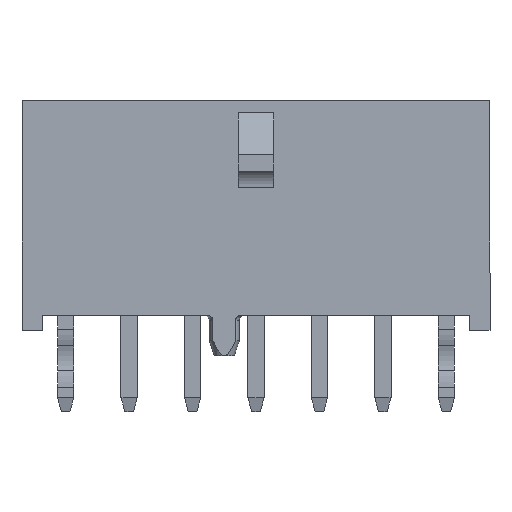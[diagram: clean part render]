
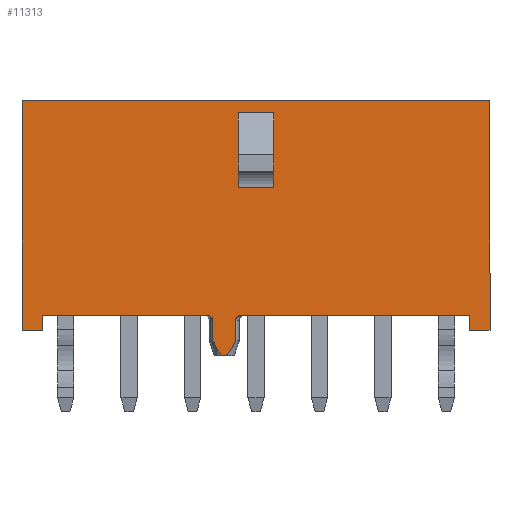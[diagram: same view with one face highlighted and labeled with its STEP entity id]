
A CAD part, front view. The second image highlights one B-rep face of the part: STEP entity #11313.
In plain terms, the highlighted face is planar.
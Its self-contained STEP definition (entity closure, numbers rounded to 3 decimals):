
#55=LINE('',#14330,#1112);
#56=LINE('',#14331,#1113);
#521=LINE('',#15276,#1578);
#525=LINE('',#15284,#1582);
#536=LINE('',#15307,#1593);
#540=LINE('',#15318,#1597);
#544=LINE('',#15329,#1601);
#548=LINE('',#15336,#1605);
#554=LINE('',#15349,#1611);
#557=LINE('',#15355,#1614);
#569=LINE('',#15379,#1626);
#574=LINE('',#15388,#1631);
#577=LINE('',#15393,#1634);
#578=LINE('',#15394,#1635);
#579=LINE('',#15395,#1636);
#1112=VECTOR('',#12176,1000.);
#1113=VECTOR('',#12177,1000.);
#1578=VECTOR('',#12958,1000.);
#1582=VECTOR('',#12966,1000.);
#1593=VECTOR('',#12985,1000.);
#1597=VECTOR('',#12993,1000.);
#1601=VECTOR('',#13001,1000.);
#1605=VECTOR('',#13011,1000.);
#1611=VECTOR('',#13021,1000.);
#1614=VECTOR('',#13026,1000.);
#1626=VECTOR('',#13046,1000.);
#1631=VECTOR('',#13055,1000.);
#1634=VECTOR('',#13060,1000.);
#1635=VECTOR('',#13061,1000.);
#1636=VECTOR('',#13062,1000.);
#2344=PLANE('',#11806);
#3452=ORIENTED_EDGE('',*,*,#5408,.F.);
#3453=ORIENTED_EDGE('',*,*,#5399,.F.);
#3454=ORIENTED_EDGE('',*,*,#5404,.T.);
#3455=ORIENTED_EDGE('',*,*,#5394,.T.);
#3456=ORIENTED_EDGE('',*,*,#4913,.F.);
#3457=ORIENTED_EDGE('',*,*,#4911,.T.);
#3458=ORIENTED_EDGE('',*,*,#4909,.T.);
#3459=ORIENTED_EDGE('',*,*,#4914,.T.);
#3460=ORIENTED_EDGE('',*,*,#4901,.T.);
#3461=ORIENTED_EDGE('',*,*,#5437,.T.);
#3462=ORIENTED_EDGE('',*,*,#5379,.F.);
#3463=ORIENTED_EDGE('',*,*,#5383,.T.);
#3464=ORIENTED_EDGE('',*,*,#5434,.F.);
#3465=ORIENTED_EDGE('',*,*,#5438,.F.);
#3466=ORIENTED_EDGE('',*,*,#5429,.T.);
#3467=ORIENTED_EDGE('',*,*,#5417,.T.);
#3468=ORIENTED_EDGE('',*,*,#5414,.T.);
#3469=ORIENTED_EDGE('',*,*,#5439,.T.);
#3470=ORIENTED_EDGE('',*,*,#4903,.T.);
#4901=EDGE_CURVE('',#6016,#6017,#6703,.T.);
#4903=EDGE_CURVE('',#6019,#6018,#6704,.T.);
#4909=EDGE_CURVE('',#6024,#6025,#6705,.T.);
#4911=EDGE_CURVE('',#6026,#6024,#6706,.T.);
#4913=EDGE_CURVE('',#6026,#6018,#55,.T.);
#4914=EDGE_CURVE('',#6025,#6016,#56,.T.);
#5379=EDGE_CURVE('',#6348,#6346,#521,.T.);
#5383=EDGE_CURVE('',#6348,#6351,#525,.T.);
#5394=EDGE_CURVE('',#6359,#6360,#536,.T.);
#5399=EDGE_CURVE('',#6364,#6365,#540,.T.);
#5404=EDGE_CURVE('',#6364,#6359,#544,.T.);
#5408=EDGE_CURVE('',#6365,#6360,#548,.T.);
#5414=EDGE_CURVE('',#6374,#6373,#554,.T.);
#5417=EDGE_CURVE('',#6375,#6374,#557,.T.);
#5429=EDGE_CURVE('',#6384,#6375,#569,.T.);
#5434=EDGE_CURVE('',#6386,#6351,#574,.T.);
#5437=EDGE_CURVE('',#6017,#6346,#577,.T.);
#5438=EDGE_CURVE('',#6384,#6386,#578,.T.);
#5439=EDGE_CURVE('',#6373,#6019,#579,.T.);
#6016=VERTEX_POINT('',#14287);
#6017=VERTEX_POINT('',#14288);
#6018=VERTEX_POINT('',#14290);
#6019=VERTEX_POINT('',#14295);
#6024=VERTEX_POINT('',#14315);
#6025=VERTEX_POINT('',#14316);
#6026=VERTEX_POINT('',#14326);
#6346=VERTEX_POINT('',#15271);
#6348=VERTEX_POINT('',#15275);
#6351=VERTEX_POINT('',#15285);
#6359=VERTEX_POINT('',#15308);
#6360=VERTEX_POINT('',#15309);
#6364=VERTEX_POINT('',#15319);
#6365=VERTEX_POINT('',#15320);
#6373=VERTEX_POINT('',#15348);
#6374=VERTEX_POINT('',#15350);
#6375=VERTEX_POINT('',#15354);
#6384=VERTEX_POINT('',#15380);
#6386=VERTEX_POINT('',#15389);
#6703=B_SPLINE_CURVE_WITH_KNOTS('',3,(#14283,#14284,#14285,#14286),
 .UNSPECIFIED.,.F.,.F.,(4,4),(0.,1.),.UNSPECIFIED.);
#6704=B_SPLINE_CURVE_WITH_KNOTS('',3,(#14291,#14292,#14293,#14294),
 .UNSPECIFIED.,.F.,.F.,(4,4),(0.,1.),.UNSPECIFIED.);
#6705=B_SPLINE_CURVE_WITH_KNOTS('',3,(#14307,#14308,#14309,#14310,#14311,
#14312,#14313,#14314),.UNSPECIFIED.,.F.,.F.,(4,1,1,1,1,4),(0.,0.25,0.375,
0.5,0.75,1.),.UNSPECIFIED.);
#6706=B_SPLINE_CURVE_WITH_KNOTS('',3,(#14318,#14319,#14320,#14321,#14322,
#14323,#14324,#14325),.UNSPECIFIED.,.F.,.F.,(4,1,1,1,1,4),(0.,0.25,0.5,
0.625,0.75,1.),.UNSPECIFIED.);
#6897=EDGE_LOOP('',(#3452,#3453,#3454,#3455));
#6898=EDGE_LOOP('',(#3456,#3457,#3458,#3459,#3460,#3461,#3462,#3463,#3464,
#3465,#3466,#3467,#3468,#3469,#3470));
#7427=FACE_BOUND('',#6897,.T.);
#7428=FACE_BOUND('',#6898,.T.);
#11313=ADVANCED_FACE('',(#7427,#7428),#2344,.F.);
#11806=AXIS2_PLACEMENT_3D('',#15392,#13058,#13059);
#12176=DIRECTION('',(0.,0.,1.));
#12177=DIRECTION('',(0.,0.,1.));
#12958=DIRECTION('',(0.,0.,1.));
#12966=DIRECTION('',(-1.,0.,0.));
#12985=DIRECTION('',(0.,0.,1.));
#12993=DIRECTION('',(0.,0.,1.));
#13001=DIRECTION('',(1.,0.,0.));
#13011=DIRECTION('',(1.,0.,0.));
#13021=DIRECTION('',(0.,0.,1.));
#13026=DIRECTION('',(-1.,0.,0.));
#13046=DIRECTION('',(0.,0.,-1.));
#13055=DIRECTION('',(0.,0.,-1.));
#13058=DIRECTION('',(0.,-1.,0.));
#13059=DIRECTION('',(1.,0.,0.));
#13060=DIRECTION('',(-1.,0.,0.));
#13061=DIRECTION('',(-1.,0.,0.));
#13062=DIRECTION('',(-1.,0.,0.));
#14283=CARTESIAN_POINT('',(0.803,2.99,-0.2));
#14284=CARTESIAN_POINT('',(0.803,2.99,-0.088));
#14285=CARTESIAN_POINT('',(0.682,2.99,0.));
#14286=CARTESIAN_POINT('',(0.557,2.99,0.));
#14287=CARTESIAN_POINT('',(0.803,2.99,-0.2));
#14288=CARTESIAN_POINT('',(0.557,2.99,0.));
#14290=CARTESIAN_POINT('',(1.697,2.99,-0.2));
#14291=CARTESIAN_POINT('',(1.943,2.99,0.));
#14292=CARTESIAN_POINT('',(1.82,2.99,0.));
#14293=CARTESIAN_POINT('',(1.697,2.99,-0.086));
#14294=CARTESIAN_POINT('',(1.697,2.99,-0.2));
#14295=CARTESIAN_POINT('',(1.943,2.99,0.));
#14307=CARTESIAN_POINT('',(1.25,2.99,-1.6));
#14308=CARTESIAN_POINT('',(1.189,2.99,-1.599));
#14309=CARTESIAN_POINT('',(1.097,2.99,-1.523));
#14310=CARTESIAN_POINT('',(1.036,2.99,-1.441));
#14311=CARTESIAN_POINT('',(0.951,2.99,-1.308));
#14312=CARTESIAN_POINT('',(0.899,2.99,-1.206));
#14313=CARTESIAN_POINT('',(0.834,2.99,-1.071));
#14314=CARTESIAN_POINT('',(0.803,2.99,-1.));
#14315=CARTESIAN_POINT('',(1.25,2.99,-1.6));
#14316=CARTESIAN_POINT('',(0.803,2.99,-1.));
#14318=CARTESIAN_POINT('',(1.697,2.99,-1.));
#14319=CARTESIAN_POINT('',(1.666,2.99,-1.07));
#14320=CARTESIAN_POINT('',(1.602,2.99,-1.203));
#14321=CARTESIAN_POINT('',(1.547,2.99,-1.31));
#14322=CARTESIAN_POINT('',(1.466,2.99,-1.439));
#14323=CARTESIAN_POINT('',(1.401,2.99,-1.525));
#14324=CARTESIAN_POINT('',(1.313,2.99,-1.599));
#14325=CARTESIAN_POINT('',(1.25,2.99,-1.6));
#14326=CARTESIAN_POINT('',(1.697,2.99,-1.));
#14330=CARTESIAN_POINT('',(1.697,2.99,-1.6));
#14331=CARTESIAN_POINT('',(0.803,2.99,-1.6));
#15271=CARTESIAN_POINT('',(-8.42,2.99,0.));
#15275=CARTESIAN_POINT('',(-8.42,2.99,-0.6));
#15276=CARTESIAN_POINT('',(-8.42,2.99,-0.6));
#15284=CARTESIAN_POINT('',(-8.42,2.99,-0.6));
#15285=CARTESIAN_POINT('',(-9.22,2.99,-0.6));
#15307=CARTESIAN_POINT('',(0.7,2.99,5.02));
#15308=CARTESIAN_POINT('',(0.7,2.99,5.02));
#15309=CARTESIAN_POINT('',(0.7,2.99,7.97));
#15318=CARTESIAN_POINT('',(-0.7,2.99,5.02));
#15319=CARTESIAN_POINT('',(-0.7,2.99,5.02));
#15320=CARTESIAN_POINT('',(-0.7,2.99,7.97));
#15329=CARTESIAN_POINT('',(-0.7,2.99,5.02));
#15336=CARTESIAN_POINT('',(-0.7,2.99,7.97));
#15348=CARTESIAN_POINT('',(8.42,2.99,0.));
#15349=CARTESIAN_POINT('',(8.42,2.99,-0.6));
#15350=CARTESIAN_POINT('',(8.42,2.99,-0.6));
#15354=CARTESIAN_POINT('',(9.22,2.99,-0.6));
#15355=CARTESIAN_POINT('',(9.22,2.99,-0.6));
#15379=CARTESIAN_POINT('',(9.22,2.99,8.46));
#15380=CARTESIAN_POINT('',(9.22,2.99,8.46));
#15388=CARTESIAN_POINT('',(-9.22,2.99,8.46));
#15389=CARTESIAN_POINT('',(-9.22,2.99,8.46));
#15392=CARTESIAN_POINT('',(9.22,2.99,8.46));
#15393=CARTESIAN_POINT('',(9.22,2.99,0.));
#15394=CARTESIAN_POINT('',(9.22,2.99,8.46));
#15395=CARTESIAN_POINT('',(9.22,2.99,0.));
